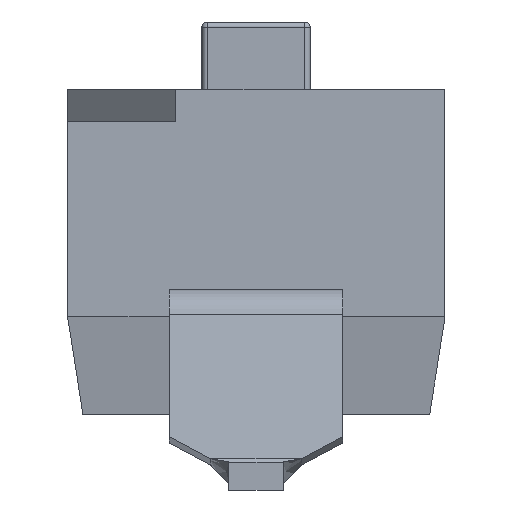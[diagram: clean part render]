
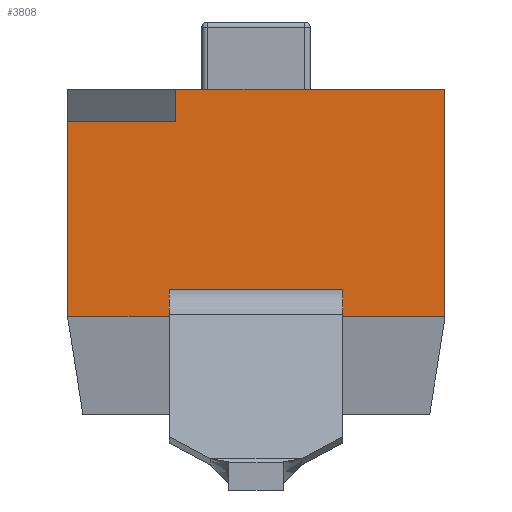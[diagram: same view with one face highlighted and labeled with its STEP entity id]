
A CAD part, front view. The second image highlights one B-rep face of the part: STEP entity #3808.
In plain terms, the highlighted planar face has unit normal (0, -1, 0).
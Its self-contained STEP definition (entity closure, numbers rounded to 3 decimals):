
#251=FACE_OUTER_BOUND('',#467,.T.);
#467=EDGE_LOOP('',(#3082,#3083,#3084,#3085,#3086,#3087,#3088));
#787=LINE('',#5951,#1208);
#789=LINE('',#5955,#1210);
#790=LINE('',#5957,#1211);
#791=LINE('',#5959,#1212);
#792=LINE('',#5961,#1213);
#793=LINE('',#5963,#1214);
#794=LINE('',#5964,#1215);
#1208=VECTOR('',#4886,10.);
#1210=VECTOR('',#4890,10.);
#1211=VECTOR('',#4891,10.);
#1212=VECTOR('',#4892,10.);
#1213=VECTOR('',#4893,10.);
#1214=VECTOR('',#4894,10.);
#1215=VECTOR('',#4895,10.);
#1720=VERTEX_POINT('',#5948);
#1721=VERTEX_POINT('',#5950);
#1722=VERTEX_POINT('',#5954);
#1723=VERTEX_POINT('',#5956);
#1724=VERTEX_POINT('',#5958);
#1725=VERTEX_POINT('',#5960);
#1726=VERTEX_POINT('',#5962);
#2199=EDGE_CURVE('',#1720,#1721,#787,.T.);
#2201=EDGE_CURVE('',#1722,#1720,#789,.T.);
#2202=EDGE_CURVE('',#1723,#1722,#790,.T.);
#2203=EDGE_CURVE('',#1724,#1723,#791,.T.);
#2204=EDGE_CURVE('',#1725,#1724,#792,.T.);
#2205=EDGE_CURVE('',#1726,#1725,#793,.T.);
#2206=EDGE_CURVE('',#1721,#1726,#794,.T.);
#3082=ORIENTED_EDGE('',*,*,#2199,.F.);
#3083=ORIENTED_EDGE('',*,*,#2201,.F.);
#3084=ORIENTED_EDGE('',*,*,#2202,.F.);
#3085=ORIENTED_EDGE('',*,*,#2203,.F.);
#3086=ORIENTED_EDGE('',*,*,#2204,.F.);
#3087=ORIENTED_EDGE('',*,*,#2205,.F.);
#3088=ORIENTED_EDGE('',*,*,#2206,.F.);
#3618=PLANE('',#4131);
#3808=ADVANCED_FACE('',(#251),#3618,.T.);
#4131=AXIS2_PLACEMENT_3D('',#5953,#4888,#4889);
#4886=DIRECTION('',(0.,0.,-1.));
#4888=DIRECTION('center_axis',(0.,-1.,0.));
#4889=DIRECTION('ref_axis',(0.,0.,1.));
#4890=DIRECTION('',(1.,0.,0.));
#4891=DIRECTION('',(0.,0.,1.));
#4892=DIRECTION('',(1.,0.,0.));
#4893=DIRECTION('',(0.,0.,1.));
#4894=DIRECTION('',(-1.,0.,0.));
#4895=DIRECTION('',(-1.,0.,0.));
#5948=CARTESIAN_POINT('',(1.74,-3.1,3.735));
#5950=CARTESIAN_POINT('',(1.74,-3.1,1.635));
#5951=CARTESIAN_POINT('',(1.74,-3.1,2.349));
#5953=CARTESIAN_POINT('Origin',(32.834,-3.1,2.463));
#5954=CARTESIAN_POINT('',(-0.74,-3.1,3.735));
#5955=CARTESIAN_POINT('',(-0.74,-3.1,3.735));
#5956=CARTESIAN_POINT('',(-0.74,-3.1,3.435));
#5957=CARTESIAN_POINT('',(-0.74,-3.1,3.435));
#5958=CARTESIAN_POINT('',(-1.74,-3.1,3.435));
#5959=CARTESIAN_POINT('',(-1.74,-3.1,3.435));
#5960=CARTESIAN_POINT('',(-1.74,-3.1,1.635));
#5961=CARTESIAN_POINT('',(-1.74,-3.1,3.135));
#5962=CARTESIAN_POINT('',(-0.8,-3.1,1.635));
#5963=CARTESIAN_POINT('',(-0.8,-3.1,1.635));
#5964=CARTESIAN_POINT('',(1.74,-3.1,1.635));
